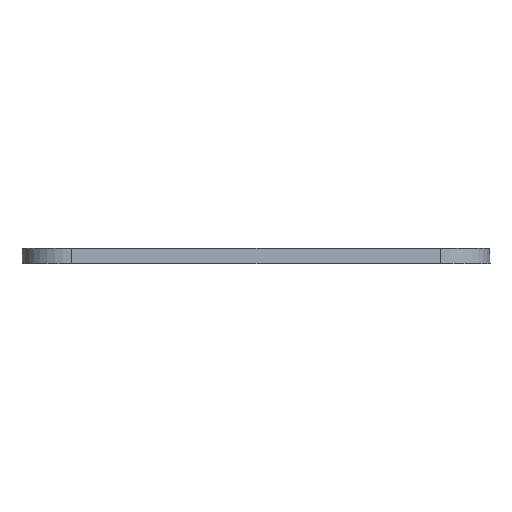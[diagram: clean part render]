
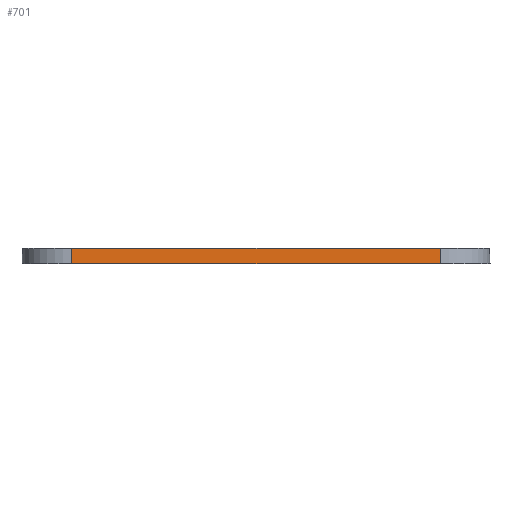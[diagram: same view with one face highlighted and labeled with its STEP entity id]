
A CAD part, left-side view. The second image highlights one B-rep face of the part: STEP entity #701.
In plain terms, the highlighted planar face has unit normal (-0.999, 0, 0.035).
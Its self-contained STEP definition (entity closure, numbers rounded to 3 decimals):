
#21 = EDGE_CURVE ( 'NONE', #544, #303, #571, .T. ) ;
#50 = ORIENTED_EDGE ( 'NONE', *, *, #298, .F. ) ;
#69 = DIRECTION ( 'NONE',  ( 0., 1., 0. ) ) ;
#113 = PLANE ( 'NONE',  #634 ) ;
#154 = CARTESIAN_POINT ( 'NONE',  ( -69.78, -8., 32.42 ) ) ;
#225 = EDGE_CURVE ( 'NONE', #590, #503, #698, .T. ) ;
#255 = EDGE_CURVE ( 'NONE', #590, #544, #452, .T. ) ;
#263 = VECTOR ( 'NONE', #391, 1000. ) ;
#282 = CARTESIAN_POINT ( 'NONE',  ( -69.865, -66., 30. ) ) ;
#298 = EDGE_CURVE ( 'NONE', #503, #303, #593, .T. ) ;
#303 = VERTEX_POINT ( 'NONE', #523 ) ;
#333 = CARTESIAN_POINT ( 'NONE',  ( -69.865, -66., 30. ) ) ;
#376 = VECTOR ( 'NONE', #69, 1000. ) ;
#391 = DIRECTION ( 'NONE',  ( 0., 1., 0. ) ) ;
#392 = CARTESIAN_POINT ( 'NONE',  ( -69.78, -66., 32.42 ) ) ;
#407 = VECTOR ( 'NONE', #779, 1000. ) ;
#423 = VECTOR ( 'NONE', #451, 1000. ) ;
#428 = CARTESIAN_POINT ( 'NONE',  ( -69.78, -66., 32.42 ) ) ;
#451 = DIRECTION ( 'NONE',  ( -0.035, 0., -0.999 ) ) ;
#452 = LINE ( 'NONE', #520, #263 ) ;
#476 = CARTESIAN_POINT ( 'NONE',  ( -69.78, -8., 32.42 ) ) ;
#489 = DIRECTION ( 'NONE',  ( 0.999, 0., -0.035 ) ) ;
#503 = VERTEX_POINT ( 'NONE', #282 ) ;
#520 = CARTESIAN_POINT ( 'NONE',  ( -69.78, -66., 32.42 ) ) ;
#523 = CARTESIAN_POINT ( 'NONE',  ( -69.865, -8., 30. ) ) ;
#530 = EDGE_LOOP ( 'NONE', ( #579, #541, #554, #50 ) ) ;
#541 = ORIENTED_EDGE ( 'NONE', *, *, #255, .T. ) ;
#544 = VERTEX_POINT ( 'NONE', #154 ) ;
#554 = ORIENTED_EDGE ( 'NONE', *, *, #21, .T. ) ;
#571 = LINE ( 'NONE', #476, #407 ) ;
#579 = ORIENTED_EDGE ( 'NONE', *, *, #225, .F. ) ;
#590 = VERTEX_POINT ( 'NONE', #717 ) ;
#593 = LINE ( 'NONE', #333, #376 ) ;
#609 = FACE_OUTER_BOUND ( 'NONE', #530, .T. ) ;
#634 = AXIS2_PLACEMENT_3D ( 'NONE', #428, #489, #794 ) ;
#698 = LINE ( 'NONE', #392, #423 ) ;
#701 = ADVANCED_FACE ( 'NONE', ( #609 ), #113, .F. ) ;
#717 = CARTESIAN_POINT ( 'NONE',  ( -69.78, -66., 32.42 ) ) ;
#779 = DIRECTION ( 'NONE',  ( -0.035, 0., -0.999 ) ) ;
#794 = DIRECTION ( 'NONE',  ( -0.035, 0., -0.999 ) ) ;
